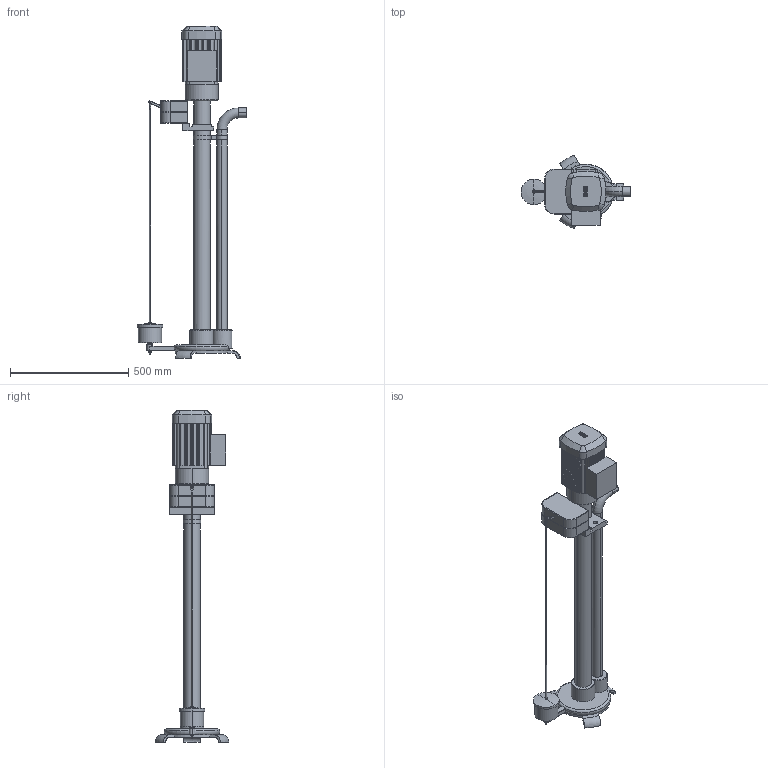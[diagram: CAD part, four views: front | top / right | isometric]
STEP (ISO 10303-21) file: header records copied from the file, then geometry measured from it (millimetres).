
FILE_DESCRIPTION((''),'2;1');
FILE_NAME('3d_Drain VC 40_20 - 400V-2044584.stp','2009-03-06T09:18:18',(''),(''),'Mechanical Desktop 2008','Mechanical Desktop 2008',', , ');
FILE_SCHEMA(('CONFIG_CONTROL_DESIGN'));
Length unit declared in the file: millimetre
Products named in the file (1): 3D_DRAIN VC 40_20 - 400V-2044584
Bounding box: 463 x 309.85 x 1401 mm (x, y, z)
Volume: 17895222.8 mm3; surface area: 1168616.4 mm2
Topology: 12 solids, 12 shells, 534 faces, 1450 edges, 940 vertices
Faces by surface type: plane 262, cylinder 119, bspline 113, torus 26, cone 10, sphere 4
Entity records: 18170 total; most frequent: CARTESIAN_POINT 4613, ORIENTED_EDGE 2888, DIRECTION 2733, EDGE_CURVE 1444, VERTEX_POINT 940, VECTOR 935, LINE 935, AXIS2_PLACEMENT_3D 899
